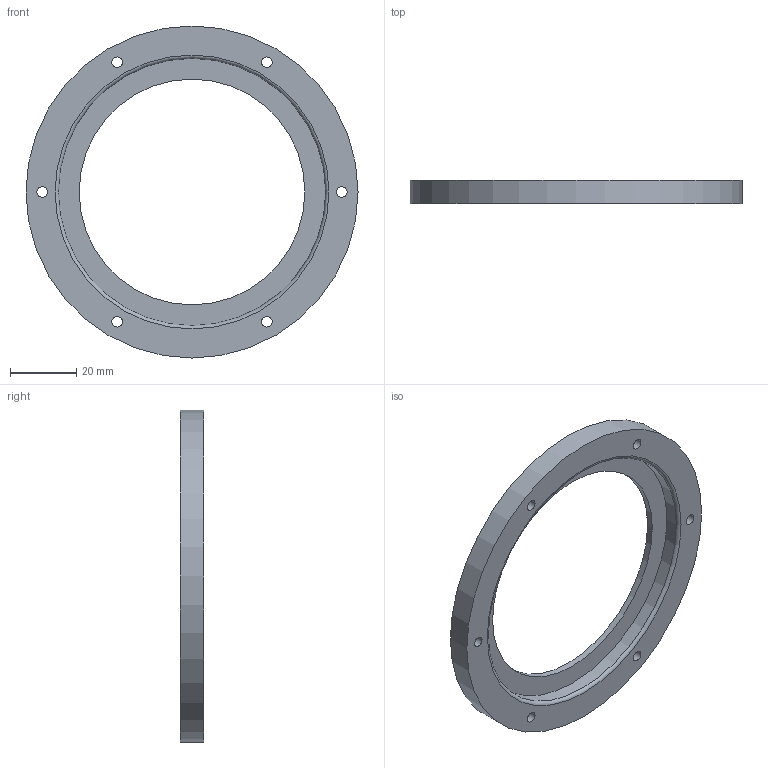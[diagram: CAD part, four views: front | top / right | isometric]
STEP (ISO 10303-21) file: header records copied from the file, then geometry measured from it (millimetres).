
FILE_DESCRIPTION(/* description */ (''),/* implementation_level */ '2;1');
FILE_NAME(/* name */ 'buyuk_rulman_kapak.stp',/* time_stamp */ '2021-07-29T10:27:09-07:00',/* author */ ('nergi'),/* organization */ (''),/* preprocessor_version */ 'ST-DEVELOPER v15.6',/* originating_system */ 'Autodesk Inventor 2015',/* authorisation */ '');
FILE_SCHEMA (('AUTOMOTIVE_DESIGN { 1 0 10303 214 3 1 1 }'));
Length unit declared in the file: millimetre
Products named in the file (1): buyuk_rulman_kapak
Bounding box: 100 x 7 x 100 mm (x, y, z)
Volume: 21722.3 mm3; surface area: 12514.1 mm2
Topology: 1 solids, 1 shells, 19 faces, 42 edges, 26 vertices
Faces by surface type: cylinder 9, cone 6, plane 3, torus 1
Full cylindrical faces by diameter (mm): 3.2 x6, 68 x1, 80.5 x1, 100 x1
Entity records: 496 total; most frequent: DIRECTION 90, CARTESIAN_POINT 70, EDGE_LOOP 50, ORIENTED_EDGE 50, AXIS2_PLACEMENT_3D 45, FACE_BOUND 31, CIRCLE 25, VERTEX_POINT 25
